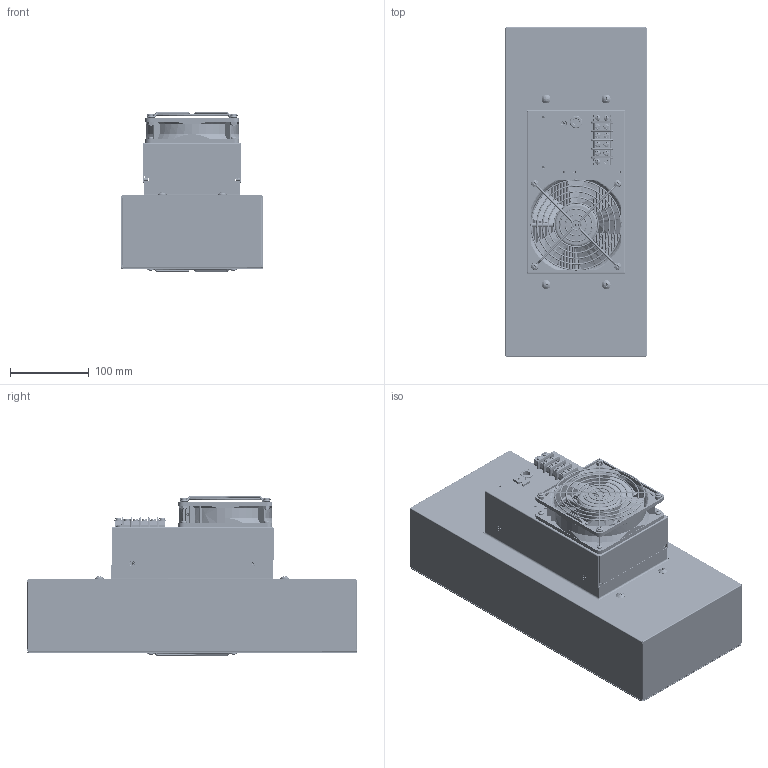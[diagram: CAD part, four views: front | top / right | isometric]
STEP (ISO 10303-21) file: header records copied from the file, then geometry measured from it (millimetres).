
FILE_DESCRIPTION (( 'STEP AP203' ), '1' );
FILE_NAME ('IHP-400-500 style A.STEP', '2016-05-11T12:25:26', ( '' ), ( '' ), 'SwSTEP 2.0', 'SolidWorks 2016', '' );
FILE_SCHEMA (( 'CONFIG_CONTROL_DESIGN' ));
Products named in the file (1): IHP-400-500 style A
Bounding box: 179.32 x 417 x 201.58 mm (x, y, z)
Surface area: 2253001.8 mm2 (no closed solid volume)
Topology: 0 solids, 391 shells, 8427 faces, 22939 edges, 15278 vertices
Faces by surface type: plane 5531, cylinder 1781, cone 642, torus 232, bspline 217, sphere 24
Entity records: 305681 total; most frequent: CARTESIAN_POINT 96285, ORIENTED_EDGE 44376, DIRECTION 40533, EDGE_CURVE 22886, LINE 15617, VECTOR 15617, VERTEX_POINT 15278, AXIS2_PLACEMENT_3D 12458
